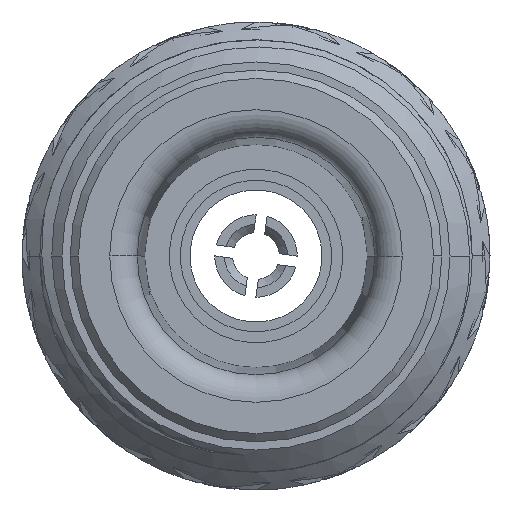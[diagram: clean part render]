
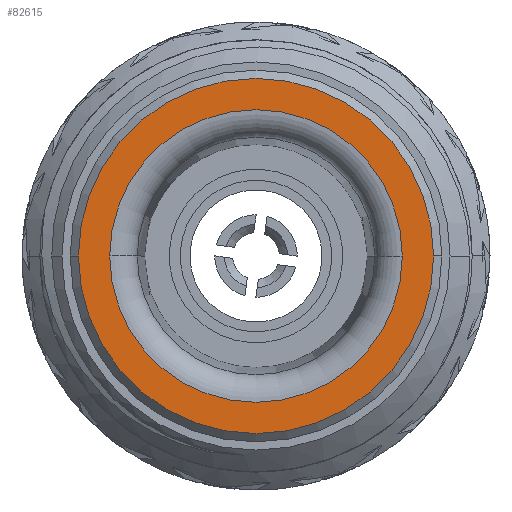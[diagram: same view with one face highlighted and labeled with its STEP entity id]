
A CAD part, left-side view. The second image highlights one B-rep face of the part: STEP entity #82615.
In plain terms, the highlighted planar face has unit normal (-1, 0, 0).
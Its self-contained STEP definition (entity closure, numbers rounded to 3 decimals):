
#1094 = AXIS2_PLACEMENT_3D ( 'NONE', #104448, #121001, #56157 ) ;
#4019 = VERTEX_POINT ( 'NONE', #67861 ) ;
#4884 = EDGE_CURVE ( 'NONE', #4019, #17969, #53743, .T. ) ;
#5636 = ORIENTED_EDGE ( 'NONE', *, *, #118520, .T. ) ;
#14657 = VERTEX_POINT ( 'NONE', #28945 ) ;
#17969 = VERTEX_POINT ( 'NONE', #61558 ) ;
#18074 = CARTESIAN_POINT ( 'NONE',  ( -23.5, 0., 0. ) ) ;
#25176 = EDGE_LOOP ( 'NONE', ( #5636, #76350 ) ) ;
#27964 = DIRECTION ( 'NONE',  ( 0., -1., 0. ) ) ;
#28945 = CARTESIAN_POINT ( 'NONE',  ( -23.5, -5.313, 0. ) ) ;
#32585 = PLANE ( 'NONE',  #115224 ) ;
#34102 = DIRECTION ( 'NONE',  ( 1., 0., 0. ) ) ;
#42730 = VERTEX_POINT ( 'NONE', #120214 ) ;
#43117 = CIRCLE ( 'NONE', #109444, 5.313 ) ;
#44170 = CARTESIAN_POINT ( 'NONE',  ( -23.5, 6.75, 0. ) ) ;
#53743 = CIRCLE ( 'NONE', #1094, 6.45 ) ;
#54250 = DIRECTION ( 'NONE',  ( 0., -1., 0. ) ) ;
#56157 = DIRECTION ( 'NONE',  ( 0., -1., 0. ) ) ;
#56992 = ORIENTED_EDGE ( 'NONE', *, *, #76341, .T. ) ;
#60340 = AXIS2_PLACEMENT_3D ( 'NONE', #102552, #63425, #27964 ) ;
#60735 = CIRCLE ( 'NONE', #97853, 5.313 ) ;
#61558 = CARTESIAN_POINT ( 'NONE',  ( -23.5, 6.45, 0. ) ) ;
#63425 = DIRECTION ( 'NONE',  ( -1., 0., 0. ) ) ;
#64264 = CIRCLE ( 'NONE', #60340, 6.45 ) ;
#65747 = EDGE_CURVE ( 'NONE', #42730, #14657, #43117, .T. ) ;
#67861 = CARTESIAN_POINT ( 'NONE',  ( -23.5, -6.45, 0. ) ) ;
#69878 = DIRECTION ( 'NONE',  ( -1., 0., 0. ) ) ;
#72279 = FACE_OUTER_BOUND ( 'NONE', #25176, .T. ) ;
#76341 = EDGE_CURVE ( 'NONE', #14657, #42730, #60735, .T. ) ;
#76350 = ORIENTED_EDGE ( 'NONE', *, *, #4884, .T. ) ;
#82615 = ADVANCED_FACE ( 'NONE', ( #72279, #118780 ), #32585, .T. ) ;
#87104 = EDGE_LOOP ( 'NONE', ( #56992, #90153 ) ) ;
#90153 = ORIENTED_EDGE ( 'NONE', *, *, #65747, .T. ) ;
#91461 = DIRECTION ( 'NONE',  ( 1., 0., 0. ) ) ;
#97853 = AXIS2_PLACEMENT_3D ( 'NONE', #18074, #91461, #111593 ) ;
#98620 = DIRECTION ( 'NONE',  ( 0., -1., 0. ) ) ;
#102552 = CARTESIAN_POINT ( 'NONE',  ( -23.5, 0., 0. ) ) ;
#104448 = CARTESIAN_POINT ( 'NONE',  ( -23.5, 0., 0. ) ) ;
#109444 = AXIS2_PLACEMENT_3D ( 'NONE', #117892, #34102, #54250 ) ;
#111593 = DIRECTION ( 'NONE',  ( 0., -1., 0. ) ) ;
#115224 = AXIS2_PLACEMENT_3D ( 'NONE', #44170, #69878, #98620 ) ;
#117892 = CARTESIAN_POINT ( 'NONE',  ( -23.5, 0., 0. ) ) ;
#118520 = EDGE_CURVE ( 'NONE', #17969, #4019, #64264, .T. ) ;
#118780 = FACE_BOUND ( 'NONE', #87104, .T. ) ;
#120214 = CARTESIAN_POINT ( 'NONE',  ( -23.5, 5.313, 0. ) ) ;
#121001 = DIRECTION ( 'NONE',  ( -1., 0., 0. ) ) ;
